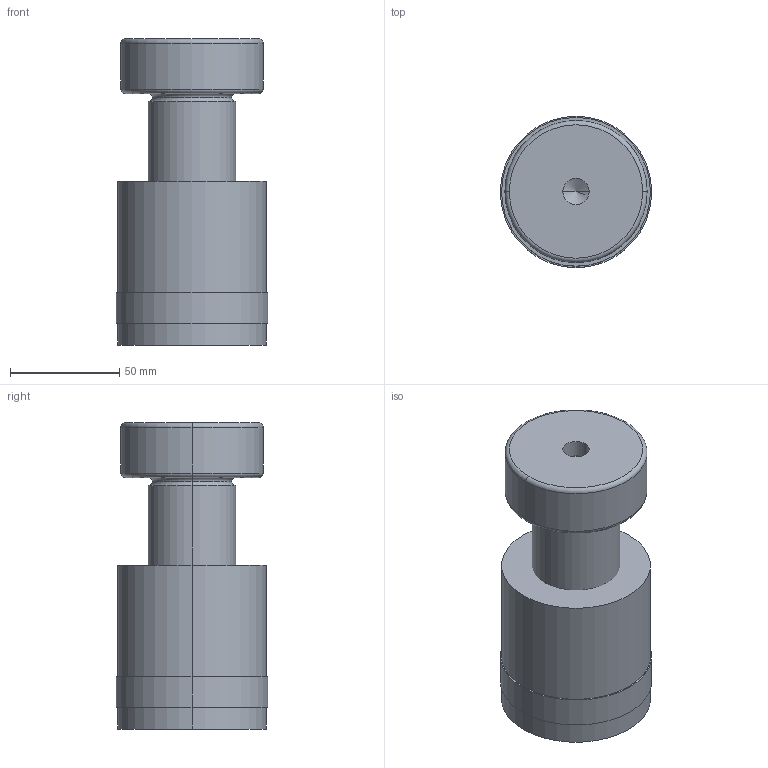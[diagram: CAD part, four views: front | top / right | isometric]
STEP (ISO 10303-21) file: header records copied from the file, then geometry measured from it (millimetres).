
FILE_DESCRIPTION(('STEP AP214'),'1');
FILE_NAME(' ',' ',('TraceParts'),('TraceParts S.A.'),'XStep 1.0',' ',' ');
FILE_SCHEMA(('automotive_design'));
Length unit declared in the file: millimetre
Products named in the file (2): 1; 2
Bounding box: 69.2 x 69.2 x 140 mm (x, y, z)
Volume: 371505.3 mm3; surface area: 51279.3 mm2
Topology: 2 solids, 2 shells, 35 faces, 74 edges, 45 vertices
Faces by surface type: cylinder 14, torus 8, plane 7, cone 6
Entity records: 1862 total; most frequent: DIRECTION 198, STYLED_ITEM 154, PRESENTATION_STYLE_ASSIGNMENT 154, CARTESIAN_POINT 154, COLOUR_RGB 154, ORIENTED_EDGE 144, AXIS2_PLACEMENT_3D 89, EDGE_CURVE 72
